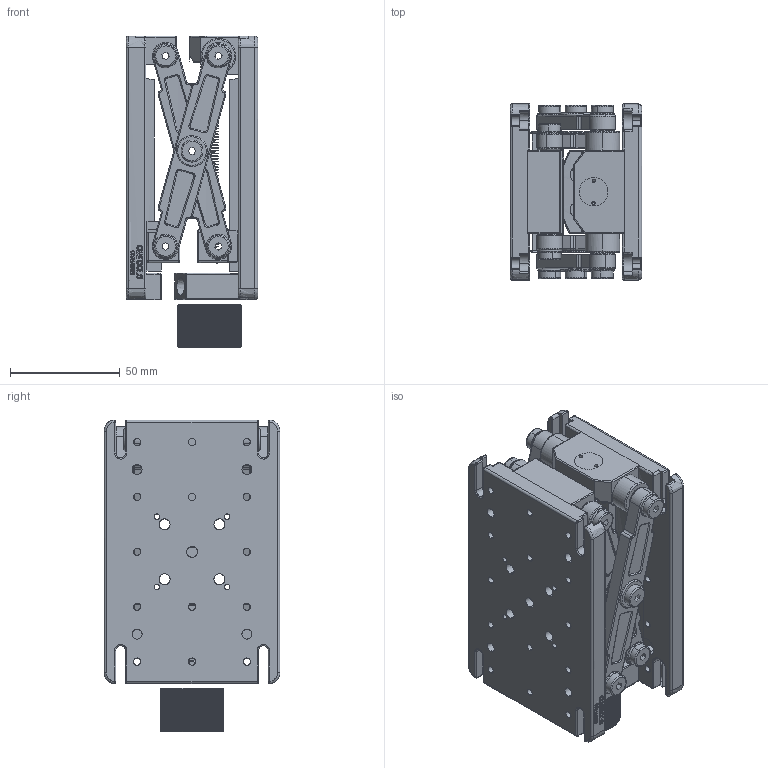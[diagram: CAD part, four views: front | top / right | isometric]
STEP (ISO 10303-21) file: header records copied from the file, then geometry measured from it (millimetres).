
FILE_DESCRIPTION (( 'STEP AP214' ), '1' );
FILE_NAME ('OMHA60B.STEP', '2022-02-16T02:19:23', ( '' ), ( '' ), 'SwSTEP 2.0', 'SolidWorks 2018', '' );
FILE_SCHEMA (( 'AUTOMOTIVE_DESIGN' ));
Length unit declared in the file: millimetre
Products named in the file (1): OMHA60B
Bounding box: 60 x 80 x 142.02 mm (x, y, z)
Surface area: 86716.6 mm2 (no closed solid volume)
Topology: 0 solids, 20 shells, 1664 faces, 5000 edges, 3333 vertices
Faces by surface type: bspline 1664
Entity records: 156364 total; most frequent: CARTESIAN_POINT 126887, ORIENTED_EDGE 9164, EDGE_CURVE 4967, B_SPLINE_CURVE_WITH_KNOTS 3646, VERTEX_POINT 3333, EDGE_LOOP 1928, ADVANCED_FACE 1664, FACE_OUTER_BOUND 1664
